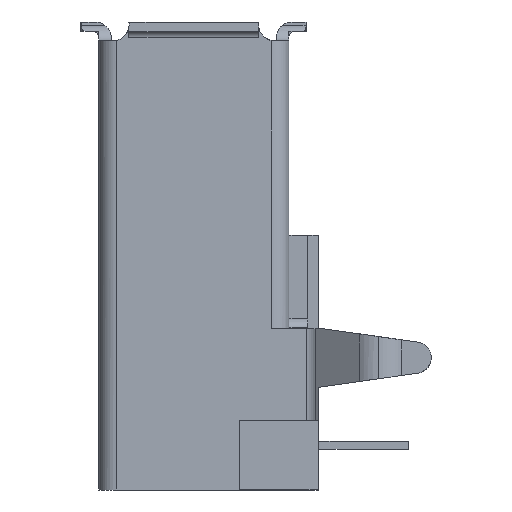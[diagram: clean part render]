
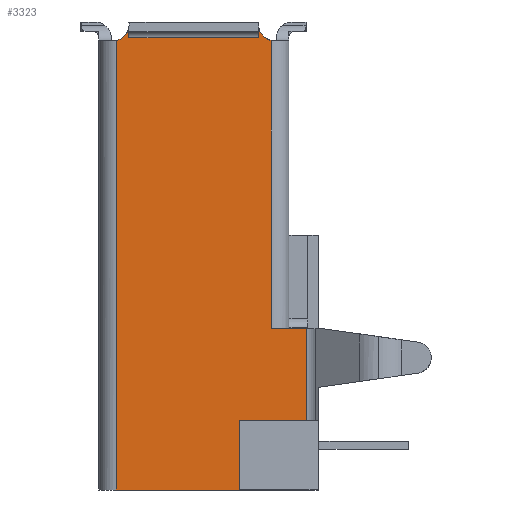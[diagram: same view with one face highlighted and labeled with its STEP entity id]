
A CAD part, left-side view. The second image highlights one B-rep face of the part: STEP entity #3323.
In plain terms, the highlighted planar face has unit normal (-1, 0, 0).
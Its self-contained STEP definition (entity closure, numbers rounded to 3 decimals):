
#1675=EDGE_CURVE('',#3869,#3033,#4520,.T.);
#1811=EDGE_CURVE('',#4161,#2165,#4670,.T.);
#1943=EDGE_CURVE('',#2715,#2451,#4822,.T.);
#1945=EDGE_CURVE('',#3479,#2211,#4824,.T.);
#1971=EDGE_CURVE('',#2597,#3985,#4851,.T.);
#2153=VERTEX_POINT('',#5044);
#2157=EDGE_CURVE('',#2845,#2597,#5048,.T.);
#2165=VERTEX_POINT('',#5058);
#2179=VERTEX_POINT('',#5072);
#2211=VERTEX_POINT('',#5109);
#2213=VERTEX_POINT('',#5111);
#2357=VERTEX_POINT('',#5264);
#2387=EDGE_CURVE('',#4161,#3479,#5298,.T.);
#2409=EDGE_CURVE('',#2213,#3033,#5322,.T.);
#2451=VERTEX_POINT('',#5368);
#2597=VERTEX_POINT('',#5530);
#2607=EDGE_CURVE('',#2357,#4021,#5540,.T.);
#2643=EDGE_CURVE('',#2845,#2213,#5579,.T.);
#2715=VERTEX_POINT('',#5655);
#2845=VERTEX_POINT('',#5794);
#2987=EDGE_CURVE('',#2211,#2179,#5946,.T.);
#3033=VERTEX_POINT('',#5994);
#3195=EDGE_CURVE('',#3985,#2165,#6174,.T.);
#3323=ADVANCED_FACE('',(#6312),#6313,.T.);
#3413=EDGE_CURVE('',#3869,#2715,#6408,.T.);
#3459=EDGE_CURVE('',#2357,#2153,#6457,.T.);
#3479=VERTEX_POINT('',#6481);
#3659=EDGE_CURVE('',#4021,#2451,#6679,.T.);
#3869=VERTEX_POINT('',#6907);
#3965=EDGE_CURVE('',#2179,#2153,#7011,.T.);
#3985=VERTEX_POINT('',#7034);
#4021=VERTEX_POINT('',#7073);
#4161=VERTEX_POINT('',#7220);
#4520=LINE('',#7697,#7698);
#4670=LINE('',#7928,#7929);
#4822=LINE('',#8132,#8133);
#4824=LINE('',#8136,#8137);
#4851=LINE('',#8178,#8179);
#5044=CARTESIAN_POINT('',(-6.55,1.105,-0.572));
#5048=LINE('',#8473,#8474);
#5058=CARTESIAN_POINT('',(-6.551,0.,-12.36));
#5072=CARTESIAN_POINT('',(-6.55,1.105,-0.58));
#5109=CARTESIAN_POINT('',(-6.55,1.1,-0.58));
#5111=CARTESIAN_POINT('',(-6.55,0.,-14.5));
#5264=CARTESIAN_POINT('',(-6.55,1.489,-0.17));
#5298=LINE('',#8870,#8871);
#5322=LINE('',#8900,#8901);
#5368=CARTESIAN_POINT('',(-6.55,5.511,-0.489));
#5530=CARTESIAN_POINT('',(-6.55,2.083,-14.499));
#5540=LINE('',#9231,#9232);
#5579=LINE('',#9288,#9289);
#5655=CARTESIAN_POINT('',(-6.55,5.511,-0.17));
#5794=CARTESIAN_POINT('',(-6.55,0.,-14.499));
#5946=LINE('',#9803,#9804);
#5994=CARTESIAN_POINT('',(-6.55,5.9,-14.5));
#6174=LINE('',#10118,#10119);
#6312=FACE_OUTER_BOUND('',#10317,.T.);
#6313=PLANE('',#10318);
#6408=CIRCLE('',#10491,0.499);
#6457=CIRCLE('',#10557,0.499);
#6481=CARTESIAN_POINT('',(-6.55,1.1,-9.5));
#6679=LINE('',#10872,#10873);
#6907=CARTESIAN_POINT('',(-6.55,5.9,-0.573));
#7011=LINE('',#11344,#11345);
#7034=CARTESIAN_POINT('',(-6.55,2.083,-12.36));
#7073=CARTESIAN_POINT('',(-6.55,1.489,-0.489));
#7220=CARTESIAN_POINT('',(-6.551,0.,-9.5));
#7697=CARTESIAN_POINT('',(-6.55,5.9,0.4));
#7698=VECTOR('',#12075,1.0);
#7928=CARTESIAN_POINT('',(-6.55,0.,-0.489));
#7929=VECTOR('',#12258,1.0);
#8132=CARTESIAN_POINT('',(-6.55,5.511,0.4));
#8133=VECTOR('',#12497,1.0);
#8136=CARTESIAN_POINT('',(-6.55,1.1,-4.75));
#8137=VECTOR('',#12498,1.0);
#8178=CARTESIAN_POINT('',(-6.55,2.083,-6.515));
#8179=VECTOR('',#12521,1.0);
#8473=CARTESIAN_POINT('',(-6.55,1.178,-14.499));
#8474=VECTOR('',#12696,1.0);
#8870=CARTESIAN_POINT('',(-6.55,0.685,-9.5));
#8871=VECTOR('',#12972,1.0);
#8900=CARTESIAN_POINT('',(-6.55,3.223,-14.5));
#8901=VECTOR('',#13006,1.0);
#9231=CARTESIAN_POINT('',(-6.55,1.489,0.4));
#9232=VECTOR('',#13229,1.0);
#9288=CARTESIAN_POINT('',(-6.55,0.,-0.489));
#9289=VECTOR('',#13269,1.0);
#9803=CARTESIAN_POINT('',(-6.55,1.159,-0.58));
#9804=VECTOR('',#13572,1.0);
#10118=CARTESIAN_POINT('',(-6.55,1.178,-12.36));
#10119=VECTOR('',#13889,1.0);
#10317=EDGE_LOOP('',(#14020,#14021,#14022,#14023,#14024,#14025,#14026,#14027,#14028,#14029,#14030,#14031,#14032,#14033,#14034,#14035));
#10318=AXIS2_PLACEMENT_3D('',#14036,#14037,#14038);
#10491=AXIS2_PLACEMENT_3D('',#14122,#14123,#14124);
#10557=AXIS2_PLACEMENT_3D('',#14161,#14162,#14163);
#10872=CARTESIAN_POINT('',(-6.55,0.,-0.489));
#10873=VECTOR('',#14457,1.0);
#11344=CARTESIAN_POINT('',(-6.55,1.105,0.305));
#11345=VECTOR('',#14780,1.0);
#12075=DIRECTION('',(0.,0.0,-1.0));
#12258=DIRECTION('',(0.,0.,-1.0));
#12497=DIRECTION('',(0.,0.0,-1.0));
#12498=DIRECTION('',(0.,0.0,1.0));
#12521=DIRECTION('',(0.,0.0,1.0));
#12696=DIRECTION('',(0.,1.0,0.));
#12972=DIRECTION('',(0.,1.0,0.));
#13006=DIRECTION('',(0.,1.0,0.));
#13229=DIRECTION('',(0.,0.0,-1.0));
#13269=DIRECTION('',(0.,0.,-1.0));
#13572=DIRECTION('',(0.,1.0,0.));
#13889=DIRECTION('',(0.,-1.0,0.));
#14020=ORIENTED_EDGE('',*,*,#3965,.T.);
#14021=ORIENTED_EDGE('',*,*,#3459,.F.);
#14022=ORIENTED_EDGE('',*,*,#2607,.T.);
#14023=ORIENTED_EDGE('',*,*,#3659,.T.);
#14024=ORIENTED_EDGE('',*,*,#1943,.F.);
#14025=ORIENTED_EDGE('',*,*,#3413,.F.);
#14026=ORIENTED_EDGE('',*,*,#1675,.T.);
#14027=ORIENTED_EDGE('',*,*,#2409,.F.);
#14028=ORIENTED_EDGE('',*,*,#2643,.F.);
#14029=ORIENTED_EDGE('',*,*,#2157,.T.);
#14030=ORIENTED_EDGE('',*,*,#1971,.T.);
#14031=ORIENTED_EDGE('',*,*,#3195,.T.);
#14032=ORIENTED_EDGE('',*,*,#1811,.F.);
#14033=ORIENTED_EDGE('',*,*,#2387,.T.);
#14034=ORIENTED_EDGE('',*,*,#1945,.T.);
#14035=ORIENTED_EDGE('',*,*,#2987,.T.);
#14036=CARTESIAN_POINT('',(-6.55,1.489,0.4));
#14037=DIRECTION('',(-1.0,0.,0.));
#14038=DIRECTION('',(0.,0.0,1.0));
#14122=CARTESIAN_POINT('',(-6.55,6.003,-0.085));
#14123=DIRECTION('',(-1.0,0.0,0.));
#14124=DIRECTION('',(0.,0.0,-1.0));
#14161=CARTESIAN_POINT('',(-6.55,0.997,-0.085));
#14162=DIRECTION('',(-1.0,0.,0.));
#14163=DIRECTION('',(0.,0.,-1.0));
#14457=DIRECTION('',(0.,1.0,0.));
#14780=DIRECTION('',(0.,0.0,1.0));
